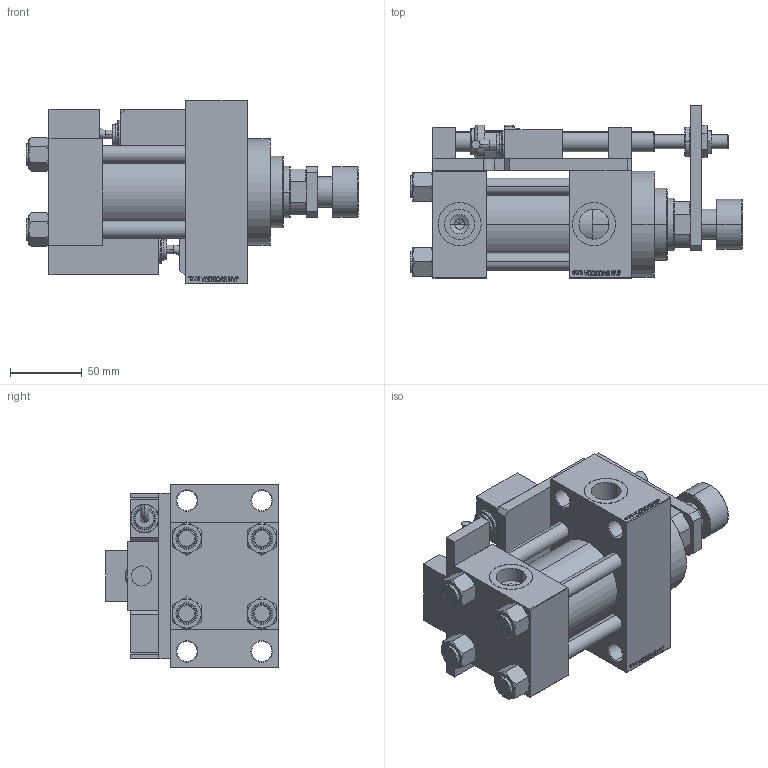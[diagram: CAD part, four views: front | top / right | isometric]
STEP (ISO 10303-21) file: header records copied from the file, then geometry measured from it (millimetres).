
FILE_DESCRIPTION (( 'STEP AP203' ), '1' );
FILE_NAME ('612f.STEP', '2022-06-20T09:02:30', ( '' ), ( '' ), 'SwSTEP 2.0', 'SolidWorks 2019', '' );
FILE_SCHEMA (( 'CONFIG_CONTROL_DESIGN' ));
Length unit declared in the file: millimetre
Products named in the file (18): V215CD_VC_A 7f513d0b057c0a48e543ed5d20a67fa5; V215CD_SWITCH_Q_NUT10 7f513d0b057c0a48e543ed5d20a67fa5; V215CD_SWITCH_Q_BLOK 7f513d0b057c0a48e543ed5d20a67fa5; V215CD_SWITCH_Q_TYC 7f513d0b057c0a48e543ed5d20a67fa5; V215CD_SWITCH_Q_NUT 7f513d0b057c0a48e543ed5d20a67fa5; V215CD_SWITCH_Q_SWITCH 7f513d0b057c0a48e543ed5d20a67fa5; V215CD_SWITCH_Q_MAGNET 7f513d0b057c0a48e543ed5d20a67fa5; V215CD_D_TYCINKA 7f513d0b057c0a48e543ed5d20a67fa5; V215CD_SWITCH_Q_PODLOZKA_BACK 7f513d0b057c0a48e543ed5d20a67fa5; V215CD_D_Body 7f513d0b057c0a48e543ed5d20a67fa5; V215CD_SWITCH_Q_PODLOZKA_FRONT 7f513d0b057c0a48e543ed5d20a67fa5; Zatka_pro_OIL_PORT 7f513d0b057c0a48e543ed5d20a67fa5; V215CR_ROD_END_F 7f513d0b057c0a48e543ed5d20a67fa5; V215CD_SWITCH_Q_DIMA 7f513d0b057c0a48e543ed5d20a67fa5; 612f; V215CD_VCP_D 7f513d0b057c0a48e543ed5d20a67fa5; V215CD_NUT_M5_D 7f513d0b057c0a48e543ed5d20a67fa5; V215CD_SWITCH_Q_ZARAZKA 7f513d0b057c0a48e543ed5d20a67fa5
Assembly tree (27 placements, depth 2):
  612f
    V215CD_D_Body 7f513d0b057c0a48e543ed5d20a67fa5
    V215CD_VC_A 7f513d0b057c0a48e543ed5d20a67fa5
    V215CD_VCP_D 7f513d0b057c0a48e543ed5d20a67fa5
    V215CD_D_TYCINKA 7f513d0b057c0a48e543ed5d20a67fa5  x4
    V215CD_NUT_M5_D 7f513d0b057c0a48e543ed5d20a67fa5  x4
    V215CR_ROD_END_F 7f513d0b057c0a48e543ed5d20a67fa5
    V215CD_SWITCH_Q_BLOK 7f513d0b057c0a48e543ed5d20a67fa5  x2
    V215CD_SWITCH_Q_DIMA 7f513d0b057c0a48e543ed5d20a67fa5
    V215CD_SWITCH_Q_MAGNET 7f513d0b057c0a48e543ed5d20a67fa5  x2
    V215CD_SWITCH_Q_NUT 7f513d0b057c0a48e543ed5d20a67fa5
    V215CD_SWITCH_Q_NUT10 7f513d0b057c0a48e543ed5d20a67fa5
    V215CD_SWITCH_Q_PODLOZKA_BACK 7f513d0b057c0a48e543ed5d20a67fa5
    V215CD_SWITCH_Q_PODLOZKA_FRONT 7f513d0b057c0a48e543ed5d20a67fa5
    V215CD_SWITCH_Q_SWITCH 7f513d0b057c0a48e543ed5d20a67fa5  x2
    V215CD_SWITCH_Q_TYC 7f513d0b057c0a48e543ed5d20a67fa5
    V215CD_SWITCH_Q_ZARAZKA 7f513d0b057c0a48e543ed5d20a67fa5
    Zatka_pro_OIL_PORT 7f513d0b057c0a48e543ed5d20a67fa5  x2
Bounding box: 231 x 120 x 128 mm (x, y, z)
Volume: 1091429.8 mm3; surface area: 267797.7 mm2
Topology: 27 solids, 27 shells, 1456 faces, 3552 edges, 2285 vertices
Faces by surface type: plane 674, bspline 368, cone 199, cylinder 175, torus 40
Entity records: 55729 total; most frequent: CARTESIAN_POINT 26686, ORIENTED_EDGE 6080, DIRECTION 4399, EDGE_CURVE 3040, VERTEX_POINT 1979, LINE 1771, VECTOR 1771, EDGE_LOOP 1389
